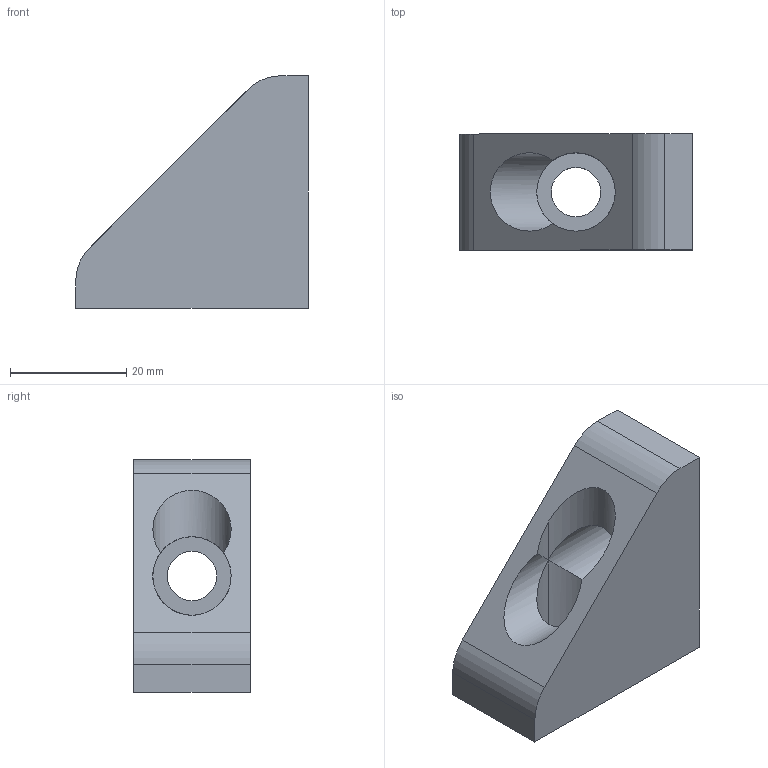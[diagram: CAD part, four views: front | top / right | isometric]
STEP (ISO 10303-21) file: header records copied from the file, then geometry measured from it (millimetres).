
FILE_DESCRIPTION(('STEP AP203'),'2;1');
FILE_NAME('30.002.00.stp','2011-02-14T10:53:44',(''),(''),'2009.3.110','THINKDESIGN','');
FILE_SCHEMA(('CONFIG_CONTROL_DESIGN'));
Length unit declared in the file: millimetre
Bounding box: 40 x 20 x 40 mm (x, y, z)
Volume: 16100.1 mm3; surface area: 6275.9 mm2
Topology: 1 solids, 1 shells, 23 faces, 54 edges, 34 vertices
Faces by surface type: cylinder 14, plane 9
Entity records: 760 total; most frequent: CARTESIAN_POINT 147, ORIENTED_EDGE 108, DIRECTION 105, EDGE_CURVE 54, AXIS2_PLACEMENT_3D 39, VERTEX_POINT 34, EDGE_LOOP 28, VECTOR 27
